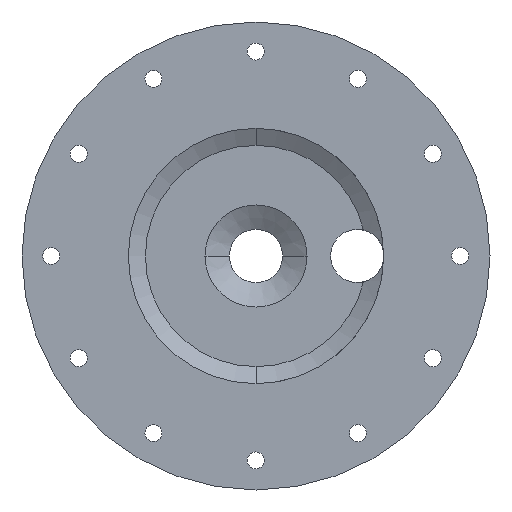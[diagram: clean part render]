
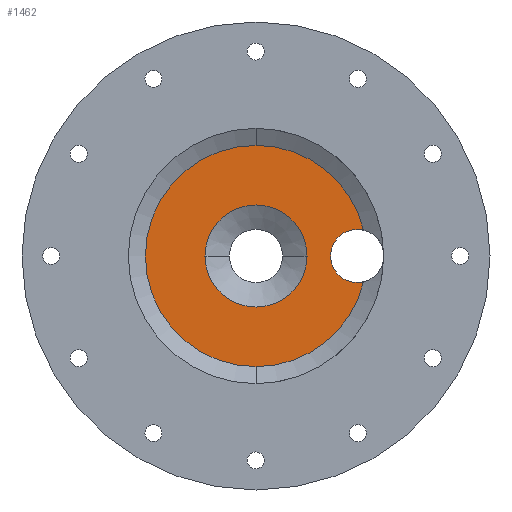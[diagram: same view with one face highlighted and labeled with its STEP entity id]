
A CAD part, front view. The second image highlights one B-rep face of the part: STEP entity #1462.
In plain terms, the highlighted planar face has unit normal (0, -1, 0).
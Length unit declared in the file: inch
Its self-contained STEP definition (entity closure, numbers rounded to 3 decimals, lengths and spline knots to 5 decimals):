
#56 = CARTESIAN_POINT ( 'NONE',  ( 1.19, 0.375, 0.3125 ) ) ;
#70 = CIRCLE ( 'NONE', #1430, 0.3125 ) ;
#72 = EDGE_CURVE ( 'NONE', #1804, #1929, #393, .T. ) ;
#114 = AXIS2_PLACEMENT_3D ( 'NONE', #964, #1768, #633 ) ;
#129 = PLANE ( 'NONE',  #1319 ) ;
#134 = CARTESIAN_POINT ( 'NONE',  ( 1.26405, 0.375, -0.3036 ) ) ;
#154 = ORIENTED_EDGE ( 'NONE', *, *, #1858, .T. ) ;
#213 = CIRCLE ( 'NONE', #114, 0.3125 ) ;
#263 = EDGE_CURVE ( 'NONE', #1131, #1295, #70, .T. ) ;
#266 = ORIENTED_EDGE ( 'NONE', *, *, #516, .T. ) ;
#272 = DIRECTION ( 'NONE',  ( 0., 0., -1. ) ) ;
#280 = DIRECTION ( 'NONE',  ( -1., 0., 0. ) ) ;
#294 = ORIENTED_EDGE ( 'NONE', *, *, #382, .T. ) ;
#382 = EDGE_CURVE ( 'NONE', #1067, #1506, #1458, .T. ) ;
#392 = EDGE_CURVE ( 'NONE', #1295, #1762, #1836, .T. ) ;
#393 = CIRCLE ( 'NONE', #889, 0.6 ) ;
#403 = ORIENTED_EDGE ( 'NONE', *, *, #392, .T. ) ;
#405 = DIRECTION ( 'NONE',  ( 0., 1., 0. ) ) ;
#448 = ORIENTED_EDGE ( 'NONE', *, *, #1954, .T. ) ;
#455 = AXIS2_PLACEMENT_3D ( 'NONE', #1697, #1044, #272 ) ;
#483 = CARTESIAN_POINT ( 'NONE',  ( 0.6, 0.375, 0. ) ) ;
#510 = DIRECTION ( 'NONE',  ( 0., -1., 0. ) ) ;
#516 = EDGE_CURVE ( 'NONE', #1929, #1804, #1731, .T. ) ;
#561 = DIRECTION ( 'NONE',  ( 0., 1., 0. ) ) ;
#576 = DIRECTION ( 'NONE',  ( 0., -1., 0. ) ) ;
#586 = AXIS2_PLACEMENT_3D ( 'NONE', #1210, #1847, #280 ) ;
#633 = DIRECTION ( 'NONE',  ( 0., 0., 1. ) ) ;
#640 = DIRECTION ( 'NONE',  ( 0., 1., 0. ) ) ;
#655 = AXIS2_PLACEMENT_3D ( 'NONE', #1646, #510, #1137 ) ;
#718 = CARTESIAN_POINT ( 'NONE',  ( 1.26405, 0.375, 0.3036 ) ) ;
#778 = EDGE_CURVE ( 'NONE', #1762, #1067, #947, .T. ) ;
#779 = DIRECTION ( 'NONE',  ( 0., -1., 0. ) ) ;
#889 = AXIS2_PLACEMENT_3D ( 'NONE', #2003, #561, #1685 ) ;
#902 = CARTESIAN_POINT ( 'NONE',  ( 0., 0.375, 1.3 ) ) ;
#905 = CARTESIAN_POINT ( 'NONE',  ( 0., 0.375, 0. ) ) ;
#907 = FACE_BOUND ( 'NONE', #1247, .T. ) ;
#932 = AXIS2_PLACEMENT_3D ( 'NONE', #905, #576, #1036 ) ;
#947 = CIRCLE ( 'NONE', #655, 1.3 ) ;
#964 = CARTESIAN_POINT ( 'NONE',  ( 1.19, 0.375, 0. ) ) ;
#981 = ORIENTED_EDGE ( 'NONE', *, *, #778, .T. ) ;
#1036 = DIRECTION ( 'NONE',  ( 0., 0., -1. ) ) ;
#1044 = DIRECTION ( 'NONE',  ( 0., -1., 0. ) ) ;
#1067 = VERTEX_POINT ( 'NONE', #902 ) ;
#1077 = CARTESIAN_POINT ( 'NONE',  ( -0.6, 0.375, 0. ) ) ;
#1093 = VERTEX_POINT ( 'NONE', #134 ) ;
#1105 = DIRECTION ( 'NONE',  ( 0., 0., 1. ) ) ;
#1131 = VERTEX_POINT ( 'NONE', #1431 ) ;
#1137 = DIRECTION ( 'NONE',  ( 0., 0., -1. ) ) ;
#1210 = CARTESIAN_POINT ( 'NONE',  ( 0., 0.375, 0. ) ) ;
#1247 = EDGE_LOOP ( 'NONE', ( #266, #1467 ) ) ;
#1250 = FACE_OUTER_BOUND ( 'NONE', #1454, .T. ) ;
#1295 = VERTEX_POINT ( 'NONE', #56 ) ;
#1319 = AXIS2_PLACEMENT_3D ( 'NONE', #1899, #779, #1580 ) ;
#1347 = ORIENTED_EDGE ( 'NONE', *, *, #263, .T. ) ;
#1388 = DIRECTION ( 'NONE',  ( 0., 0., 1. ) ) ;
#1430 = AXIS2_PLACEMENT_3D ( 'NONE', #1440, #640, #1105 ) ;
#1431 = CARTESIAN_POINT ( 'NONE',  ( 1.19, 0.375, -0.3125 ) ) ;
#1440 = CARTESIAN_POINT ( 'NONE',  ( 1.19, 0.375, 0. ) ) ;
#1454 = EDGE_LOOP ( 'NONE', ( #448, #1347, #403, #981, #294, #154 ) ) ;
#1458 = CIRCLE ( 'NONE', #455, 1.3 ) ;
#1462 = ADVANCED_FACE ( 'NONE', ( #907, #1250 ), #129, .T. ) ;
#1467 = ORIENTED_EDGE ( 'NONE', *, *, #72, .T. ) ;
#1506 = VERTEX_POINT ( 'NONE', #1610 ) ;
#1580 = DIRECTION ( 'NONE',  ( 0., 0., -1. ) ) ;
#1610 = CARTESIAN_POINT ( 'NONE',  ( 0., 0.375, -1.3 ) ) ;
#1634 = AXIS2_PLACEMENT_3D ( 'NONE', #1851, #405, #1388 ) ;
#1646 = CARTESIAN_POINT ( 'NONE',  ( 0., 0.375, 0. ) ) ;
#1685 = DIRECTION ( 'NONE',  ( -1., 0., 0. ) ) ;
#1697 = CARTESIAN_POINT ( 'NONE',  ( 0., 0.375, 0. ) ) ;
#1731 = CIRCLE ( 'NONE', #586, 0.6 ) ;
#1762 = VERTEX_POINT ( 'NONE', #718 ) ;
#1768 = DIRECTION ( 'NONE',  ( 0., 1., 0. ) ) ;
#1804 = VERTEX_POINT ( 'NONE', #1077 ) ;
#1836 = CIRCLE ( 'NONE', #1634, 0.3125 ) ;
#1847 = DIRECTION ( 'NONE',  ( 0., 1., 0. ) ) ;
#1851 = CARTESIAN_POINT ( 'NONE',  ( 1.19, 0.375, 0. ) ) ;
#1858 = EDGE_CURVE ( 'NONE', #1506, #1093, #1948, .T. ) ;
#1899 = CARTESIAN_POINT ( 'NONE',  ( 0., 0.375, 0. ) ) ;
#1929 = VERTEX_POINT ( 'NONE', #483 ) ;
#1948 = CIRCLE ( 'NONE', #932, 1.3 ) ;
#1954 = EDGE_CURVE ( 'NONE', #1093, #1131, #213, .T. ) ;
#2003 = CARTESIAN_POINT ( 'NONE',  ( 0., 0.375, 0. ) ) ;
